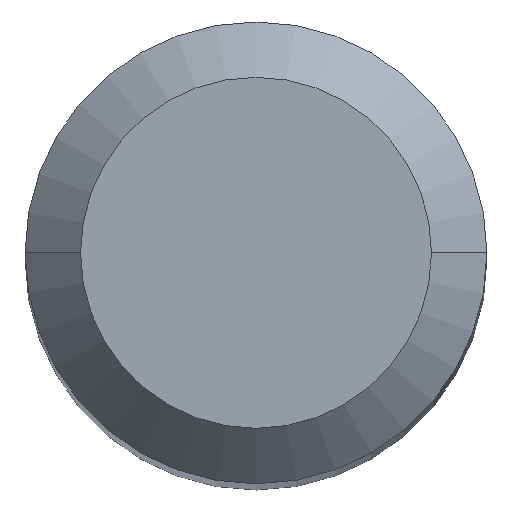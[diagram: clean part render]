
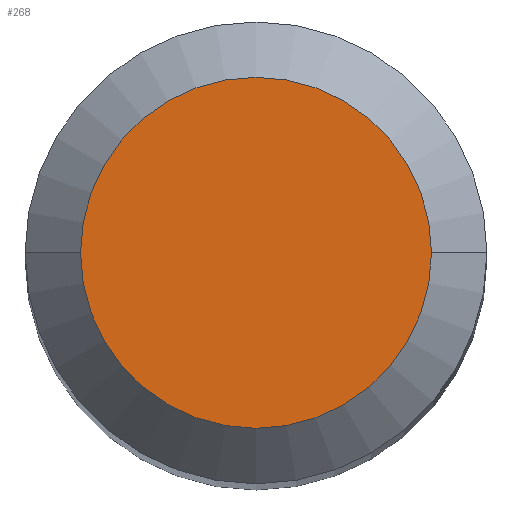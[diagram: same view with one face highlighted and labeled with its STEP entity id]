
A CAD part, top view. The second image highlights one B-rep face of the part: STEP entity #268.
In plain terms, the highlighted planar face has unit normal (0, 0, 1).
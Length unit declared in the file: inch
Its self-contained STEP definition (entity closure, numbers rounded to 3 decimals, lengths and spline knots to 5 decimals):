
#30 = DIRECTION ( 'NONE',  ( 0., 0., 1. ) ) ;
#135 = VERTEX_POINT ( 'NONE', #417 ) ;
#207 = AXIS2_PLACEMENT_3D ( 'NONE', #721, #30, #337 ) ;
#226 = AXIS2_PLACEMENT_3D ( 'NONE', #902, #838, #913 ) ;
#249 = EDGE_CURVE ( 'NONE', #299, #135, #642, .T. ) ;
#268 = ADVANCED_FACE ( 'NONE', ( #970 ), #814, .T. ) ;
#299 = VERTEX_POINT ( 'NONE', #733 ) ;
#337 = DIRECTION ( 'NONE',  ( 1., 0., 0. ) ) ;
#409 = AXIS2_PLACEMENT_3D ( 'NONE', #661, #520, #509 ) ;
#417 = CARTESIAN_POINT ( 'NONE',  ( -0.0475, 0., 1.5 ) ) ;
#470 = EDGE_LOOP ( 'NONE', ( #753, #616 ) ) ;
#504 = EDGE_CURVE ( 'NONE', #135, #299, #556, .T. ) ;
#509 = DIRECTION ( 'NONE',  ( 1., 0., 0. ) ) ;
#520 = DIRECTION ( 'NONE',  ( 0., 0., 1. ) ) ;
#556 = CIRCLE ( 'NONE', #226, 0.0475 ) ;
#616 = ORIENTED_EDGE ( 'NONE', *, *, #249, .T. ) ;
#642 = CIRCLE ( 'NONE', #207, 0.0475 ) ;
#661 = CARTESIAN_POINT ( 'NONE',  ( 0., 0., 1.5 ) ) ;
#721 = CARTESIAN_POINT ( 'NONE',  ( 0., 0., 1.5 ) ) ;
#733 = CARTESIAN_POINT ( 'NONE',  ( 0.0475, 0., 1.5 ) ) ;
#753 = ORIENTED_EDGE ( 'NONE', *, *, #504, .T. ) ;
#814 = PLANE ( 'NONE',  #409 ) ;
#838 = DIRECTION ( 'NONE',  ( 0., 0., 1. ) ) ;
#902 = CARTESIAN_POINT ( 'NONE',  ( 0., 0., 1.5 ) ) ;
#913 = DIRECTION ( 'NONE',  ( 1., 0., 0. ) ) ;
#970 = FACE_OUTER_BOUND ( 'NONE', #470, .T. ) ;
